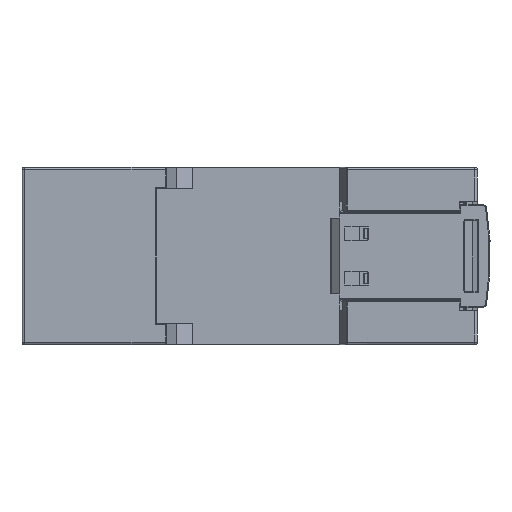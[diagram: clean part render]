
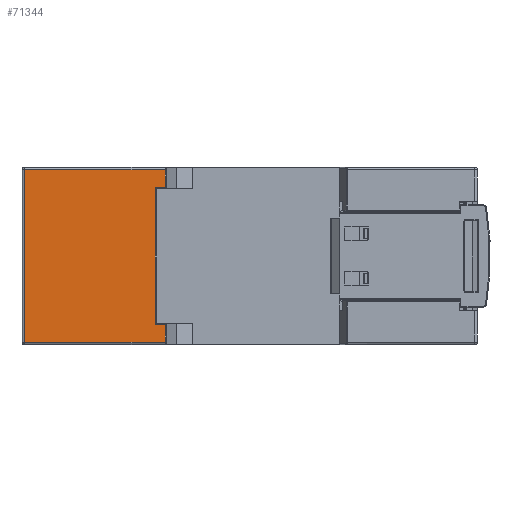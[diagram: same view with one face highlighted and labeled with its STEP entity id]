
A CAD part, front view. The second image highlights one B-rep face of the part: STEP entity #71344.
In plain terms, the highlighted planar face has unit normal (0, -1, 0).
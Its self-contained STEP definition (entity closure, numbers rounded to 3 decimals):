
#71249=DIRECTION('',(0.,0.,-1.));
#71250=VECTOR('',#71249,3.52);
#71251=CARTESIAN_POINT('',(-16.733,-8.5,17.07));
#71252=LINE('',#71251,#71250);
#71256=DIRECTION('',(-1.,0.,0.));
#71257=VECTOR('',#71256,2.);
#71258=CARTESIAN_POINT('',(-16.733,-8.5,13.55));
#71259=LINE('',#71258,#71257);
#71263=DIRECTION('',(0.,0.,-1.));
#71264=VECTOR('',#71263,27.1);
#71265=CARTESIAN_POINT('',(-18.733,-8.5,13.55));
#71266=LINE('',#71265,#71264);
#71270=DIRECTION('',(1.,0.,0.));
#71271=VECTOR('',#71270,2.);
#71272=CARTESIAN_POINT('',(-18.733,-8.5,-13.55));
#71273=LINE('',#71272,#71271);
#71277=DIRECTION('',(0.,0.,-1.));
#71278=VECTOR('',#71277,3.52);
#71279=CARTESIAN_POINT('',(-16.733,-8.5,-13.55));
#71280=LINE('',#71279,#71278);
#71284=DIRECTION('',(-1.,0.,0.));
#71285=VECTOR('',#71284,27.837);
#71286=CARTESIAN_POINT('',(-16.733,-8.5,-17.07));
#71287=LINE('',#71286,#71285);
#71291=DIRECTION('',(0.,0.,1.));
#71292=VECTOR('',#71291,34.14);
#71293=CARTESIAN_POINT('',(-44.57,-8.5,-17.07));
#71294=LINE('',#71293,#71292);
#71298=DIRECTION('',(1.,0.,0.));
#71299=VECTOR('',#71298,27.837);
#71300=CARTESIAN_POINT('',(-44.57,-8.5,17.07));
#71301=LINE('',#71300,#71299);
#71305=CARTESIAN_POINT('',(-16.733,-8.5,17.07));
#71306=CARTESIAN_POINT('',(-16.733,-8.5,13.55));
#71307=VERTEX_POINT('',#71305);
#71308=VERTEX_POINT('',#71306);
#71309=CARTESIAN_POINT('',(-18.733,-8.5,13.55));
#71310=VERTEX_POINT('',#71309);
#71311=CARTESIAN_POINT('',(-18.733,-8.5,-13.55));
#71312=VERTEX_POINT('',#71311);
#71313=CARTESIAN_POINT('',(-16.733,-8.5,-13.55));
#71314=VERTEX_POINT('',#71313);
#71315=CARTESIAN_POINT('',(-16.733,-8.5,-17.07));
#71316=VERTEX_POINT('',#71315);
#71317=CARTESIAN_POINT('',(-44.57,-8.5,-17.07));
#71318=VERTEX_POINT('',#71317);
#71319=CARTESIAN_POINT('',(-44.57,-8.5,17.07));
#71320=VERTEX_POINT('',#71319);
#71321=CARTESIAN_POINT('',(-30.651,-8.5,0.));
#71322=DIRECTION('',(0.,1.,0.));
#71323=DIRECTION('',(-1.,0.,0.));
#71324=AXIS2_PLACEMENT_3D('',#71321,#71322,#71323);
#71325=PLANE('',#71324);
#71327=ORIENTED_EDGE('',*,*,#71326,.T.);
#71329=ORIENTED_EDGE('',*,*,#71328,.T.);
#71331=ORIENTED_EDGE('',*,*,#71330,.T.);
#71333=ORIENTED_EDGE('',*,*,#71332,.T.);
#71335=ORIENTED_EDGE('',*,*,#71334,.T.);
#71337=ORIENTED_EDGE('',*,*,#71336,.T.);
#71339=ORIENTED_EDGE('',*,*,#71338,.T.);
#71341=ORIENTED_EDGE('',*,*,#71340,.T.);
#71342=EDGE_LOOP('',(#71327,#71329,#71331,#71333,#71335,#71337,#71339,#71341));
#71343=FACE_OUTER_BOUND('',#71342,.F.);
#71326=EDGE_CURVE('',#71307,#71308,#71252,.T.);
#71328=EDGE_CURVE('',#71308,#71310,#71259,.T.);
#71330=EDGE_CURVE('',#71310,#71312,#71266,.T.);
#71332=EDGE_CURVE('',#71312,#71314,#71273,.T.);
#71334=EDGE_CURVE('',#71314,#71316,#71280,.T.);
#71336=EDGE_CURVE('',#71316,#71318,#71287,.T.);
#71338=EDGE_CURVE('',#71318,#71320,#71294,.T.);
#71340=EDGE_CURVE('',#71320,#71307,#71301,.T.);
#71344=ADVANCED_FACE('',(#71343),#71325,.F.);
